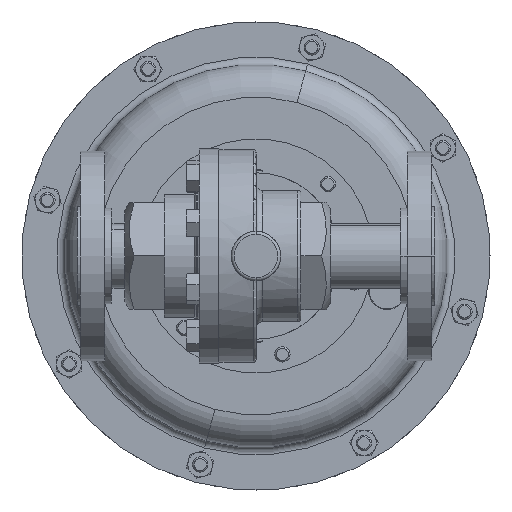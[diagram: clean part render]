
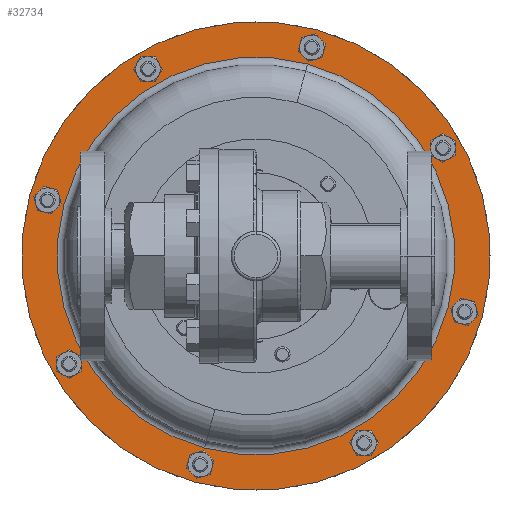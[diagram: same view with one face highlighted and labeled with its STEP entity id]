
A CAD part, front view. The second image highlights one B-rep face of the part: STEP entity #32734.
In plain terms, the highlighted planar face has unit normal (0, -1, 0).
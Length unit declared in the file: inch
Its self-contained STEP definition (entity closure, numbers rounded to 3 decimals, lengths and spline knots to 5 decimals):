
#527 = CARTESIAN_POINT ( 'NONE',  ( 1.52663, 10.93332, 4.03194 ) ) ;
#1406 = CARTESIAN_POINT ( 'NONE',  ( 2.75602, 10.93332, 8.62009 ) ) ;
#1841 = CARTESIAN_POINT ( 'NONE',  ( 6.11478, 10.93332, 2.80255 ) ) ;
#2284 = CIRCLE ( 'NONE', #8595, 4.029 ) ;
#2293 = AXIS2_PLACEMENT_3D ( 'NONE', #527, #20030, #3315 ) ;
#3301 = CARTESIAN_POINT ( 'NONE',  ( 2.56941, 10.93332, 7.92366 ) ) ;
#3315 = DIRECTION ( 'NONE',  ( 0.259, 0., 0.966 ) ) ;
#5013 = DIRECTION ( 'NONE',  ( 0., 1., 0. ) ) ;
#6890 = FACE_BOUND ( 'NONE', #19232, .T. ) ;
#8595 = AXIS2_PLACEMENT_3D ( 'NONE', #21246, #21237, #21164 ) ;
#9451 = CARTESIAN_POINT ( 'NONE',  ( 0.29724, 10.93332, -0.55621 ) ) ;
#11407 = ORIENTED_EDGE ( 'NONE', *, *, #15581, .T. ) ;
#11608 = ORIENTED_EDGE ( 'NONE', *, *, #34851, .T. ) ;
#13338 = CARTESIAN_POINT ( 'NONE',  ( 0.48385, 10.93332, 0.14023 ) ) ;
#13503 = FACE_OUTER_BOUND ( 'NONE', #17630, .T. ) ;
#14646 = VERTEX_POINT ( 'NONE', #13338 ) ;
#14674 = VERTEX_POINT ( 'NONE', #3301 ) ;
#14850 = ORIENTED_EDGE ( 'NONE', *, *, #17733, .F. ) ;
#15581 = EDGE_CURVE ( 'NONE', #14674, #14646, #2284, .T. ) ;
#16730 = DIRECTION ( 'NONE',  ( 0., 1., 0. ) ) ;
#17630 = EDGE_LOOP ( 'NONE', ( #23143, #14850 ) ) ;
#17733 = EDGE_CURVE ( 'NONE', #30024, #18785, #22204, .T. ) ;
#18610 = DIRECTION ( 'NONE',  ( 0., -1., 0. ) ) ;
#18785 = VERTEX_POINT ( 'NONE', #1406 ) ;
#19232 = EDGE_LOOP ( 'NONE', ( #11407, #11608 ) ) ;
#20030 = DIRECTION ( 'NONE',  ( 0., 1., 0. ) ) ;
#21164 = DIRECTION ( 'NONE',  ( 0.259, 0., 0.966 ) ) ;
#21237 = DIRECTION ( 'NONE',  ( 0., 1., 0. ) ) ;
#21246 = CARTESIAN_POINT ( 'NONE',  ( 1.52663, 10.93332, 4.03194 ) ) ;
#21679 = CARTESIAN_POINT ( 'NONE',  ( 1.52663, 10.93332, 4.03194 ) ) ;
#22204 = CIRCLE ( 'NONE', #35364, 4.75 ) ;
#23143 = ORIENTED_EDGE ( 'NONE', *, *, #34007, .F. ) ;
#24105 = PLANE ( 'NONE',  #35339 ) ;
#24501 = DIRECTION ( 'NONE',  ( 0.259, 0., 0.966 ) ) ;
#26953 = DIRECTION ( 'NONE',  ( -0.259, 0., -0.966 ) ) ;
#30024 = VERTEX_POINT ( 'NONE', #9451 ) ;
#30174 = AXIS2_PLACEMENT_3D ( 'NONE', #33493, #16730, #36347 ) ;
#31120 = CIRCLE ( 'NONE', #30174, 4.029 ) ;
#32734 = ADVANCED_FACE ( 'NONE', ( #6890, #13503 ), #24105, .T. ) ;
#33493 = CARTESIAN_POINT ( 'NONE',  ( 1.52663, 10.93332, 4.03194 ) ) ;
#34007 = EDGE_CURVE ( 'NONE', #18785, #30024, #34928, .T. ) ;
#34851 = EDGE_CURVE ( 'NONE', #14646, #14674, #31120, .T. ) ;
#34928 = CIRCLE ( 'NONE', #2293, 4.75 ) ;
#35339 = AXIS2_PLACEMENT_3D ( 'NONE', #1841, #18610, #26953 ) ;
#35364 = AXIS2_PLACEMENT_3D ( 'NONE', #21679, #5013, #24501 ) ;
#36347 = DIRECTION ( 'NONE',  ( 0.259, 0., 0.966 ) ) ;
